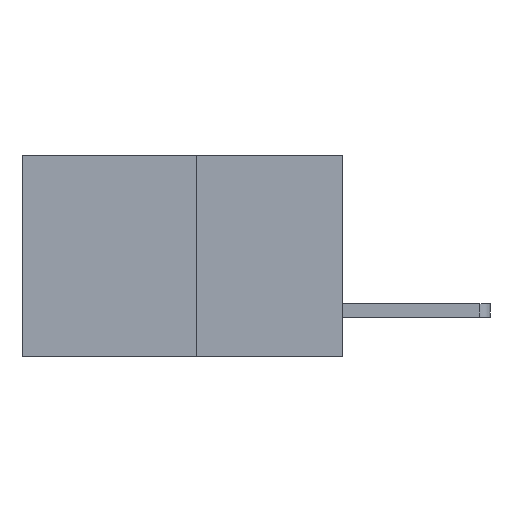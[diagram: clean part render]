
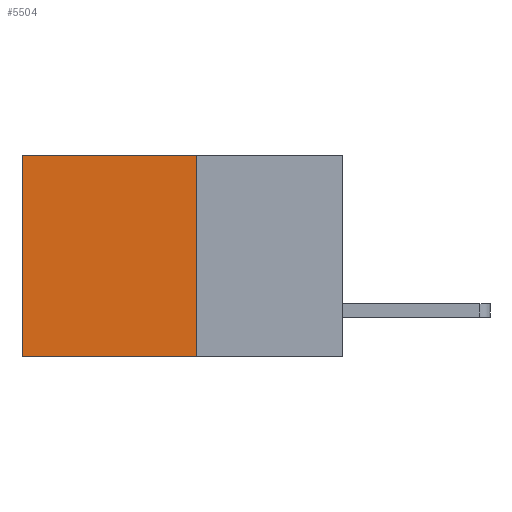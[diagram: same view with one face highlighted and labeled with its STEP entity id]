
A CAD part, left-side view. The second image highlights one B-rep face of the part: STEP entity #5504.
In plain terms, the highlighted planar face has unit normal (-1, 0, 0).
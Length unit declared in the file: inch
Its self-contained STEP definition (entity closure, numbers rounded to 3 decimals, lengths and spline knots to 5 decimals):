
#92 = EDGE_CURVE ( 'NONE', #2465, #6966, #5141, .T. ) ;
#280 = EDGE_CURVE ( 'NONE', #6966, #7666, #3427, .T. ) ;
#403 = CARTESIAN_POINT ( 'NONE',  ( 0.277, 0.27, -0.37 ) ) ;
#1022 = DIRECTION ( 'NONE',  ( 1., 0., 0. ) ) ;
#1060 = ORIENTED_EDGE ( 'NONE', *, *, #1403, .T. ) ;
#1086 = VECTOR ( 'NONE', #2947, 39.37008 ) ;
#1403 = EDGE_CURVE ( 'NONE', #2465, #6815, #2041, .T. ) ;
#1607 = EDGE_CURVE ( 'NONE', #6815, #7666, #4061, .T. ) ;
#1856 = VECTOR ( 'NONE', #2855, 39.37008 ) ;
#2041 = LINE ( 'NONE', #3225, #6461 ) ;
#2251 = ORIENTED_EDGE ( 'NONE', *, *, #92, .F. ) ;
#2465 = VERTEX_POINT ( 'NONE', #5542 ) ;
#2741 = CARTESIAN_POINT ( 'NONE',  ( 0.277, 0.59, 0. ) ) ;
#2855 = DIRECTION ( 'NONE',  ( 0., 1., 0. ) ) ;
#2947 = DIRECTION ( 'NONE',  ( 0., 0., -1. ) ) ;
#3225 = CARTESIAN_POINT ( 'NONE',  ( 0.277, 0.27, 0. ) ) ;
#3427 = LINE ( 'NONE', #6475, #1856 ) ;
#3877 = ORIENTED_EDGE ( 'NONE', *, *, #280, .F. ) ;
#4061 = LINE ( 'NONE', #6561, #1086 ) ;
#4200 = CARTESIAN_POINT ( 'NONE',  ( 0.277, 0.27, -0.37 ) ) ;
#4567 = ORIENTED_EDGE ( 'NONE', *, *, #1607, .T. ) ;
#4605 = PLANE ( 'NONE',  #7515 ) ;
#5007 = FACE_OUTER_BOUND ( 'NONE', #6206, .T. ) ;
#5061 = DIRECTION ( 'NONE',  ( 0., 1., 0. ) ) ;
#5141 = LINE ( 'NONE', #4200, #6559 ) ;
#5209 = DIRECTION ( 'NONE',  ( 0., 0., -1. ) ) ;
#5438 = CARTESIAN_POINT ( 'NONE',  ( 0.277, 0.59, -0.37 ) ) ;
#5504 = ADVANCED_FACE ( 'NONE', ( #5007 ), #4605, .F. ) ;
#5542 = CARTESIAN_POINT ( 'NONE',  ( 0.277, 0.27, 0. ) ) ;
#6206 = EDGE_LOOP ( 'NONE', ( #4567, #3877, #2251, #1060 ) ) ;
#6461 = VECTOR ( 'NONE', #5061, 39.37008 ) ;
#6475 = CARTESIAN_POINT ( 'NONE',  ( 0.277, 0.27, -0.37 ) ) ;
#6559 = VECTOR ( 'NONE', #7104, 39.37008 ) ;
#6561 = CARTESIAN_POINT ( 'NONE',  ( 0.277, 0.59, -0.37 ) ) ;
#6815 = VERTEX_POINT ( 'NONE', #2741 ) ;
#6966 = VERTEX_POINT ( 'NONE', #7136 ) ;
#7104 = DIRECTION ( 'NONE',  ( 0., 0., -1. ) ) ;
#7136 = CARTESIAN_POINT ( 'NONE',  ( 0.277, 0.27, -0.37 ) ) ;
#7515 = AXIS2_PLACEMENT_3D ( 'NONE', #403, #1022, #5209 ) ;
#7666 = VERTEX_POINT ( 'NONE', #5438 ) ;
